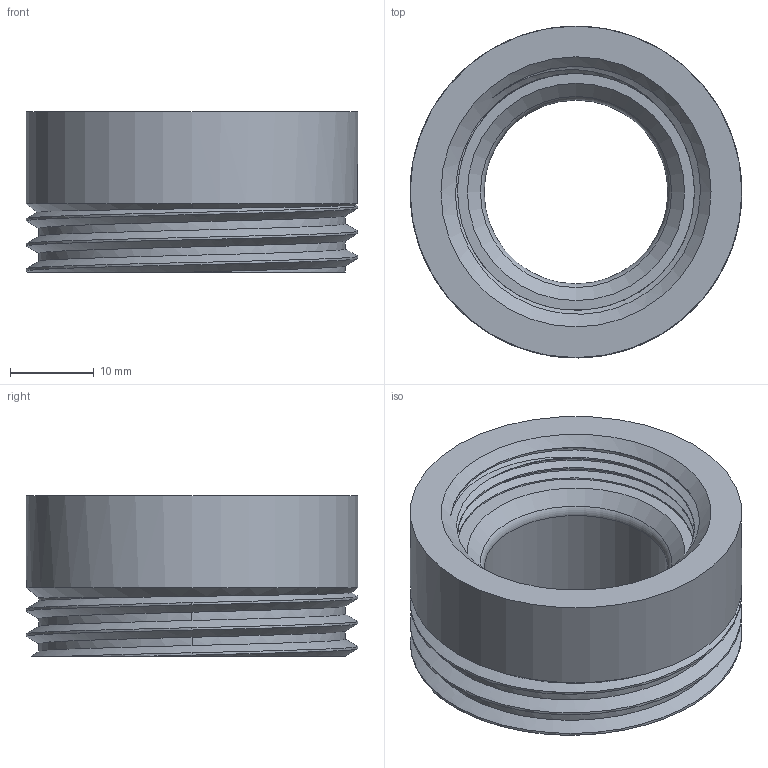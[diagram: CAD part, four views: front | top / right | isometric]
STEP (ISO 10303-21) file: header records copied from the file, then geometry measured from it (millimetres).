
FILE_DESCRIPTION(/* description */ (''),/* implementation_level */ '2;1');
FILE_NAME(/* name */ 'Link Nut-outer.step',/* time_stamp */ '2025-12-17T16:16:44Z',/* author */ (''),/* organization */ (''),/* preprocessor_version */ 'ST-DEVELOPER v20.1',/* originating_system */ 'Autodesk Translation Framework v14.21.0.0',/* authorisation */ '');
FILE_SCHEMA (('AUTOMOTIVE_DESIGN { 1 0 10303 214 3 1 1 }'));
Length unit declared in the file: millimetre
Products named in the file (1): Link Nut-outer
Bounding box: 39.7 x 39.7 x 19.15 mm (x, y, z)
Volume: 13643.3 mm3; surface area: 6067.7 mm2
Topology: 1 solids, 1 shells, 27 faces, 72 edges, 48 vertices
Faces by surface type: cylinder 15, cone 4, bspline 4, plane 3, torus 1
Full cylindrical faces by diameter (mm): 22 x1, 28.332 x1, 30.05 x2, 36.702 x1, 39.7 x3
Entity records: 3548 total; most frequent: CARTESIAN_POINT 2902, ORIENTED_EDGE 144, DIRECTION 101, EDGE_CURVE 72, VERTEX_POINT 48, AXIS2_PLACEMENT_3D 43, B_SPLINE_CURVE_WITH_KNOTS 38, EDGE_LOOP 30
